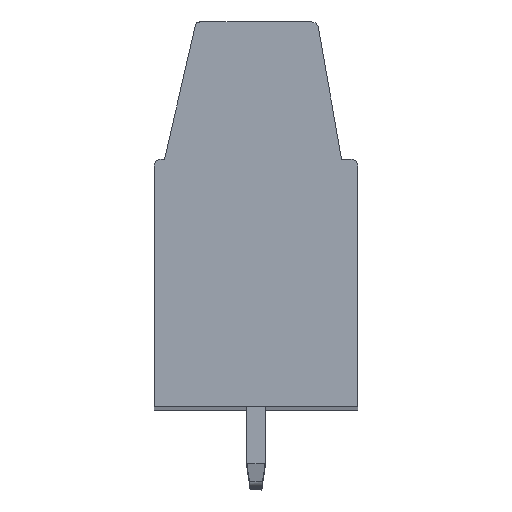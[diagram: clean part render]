
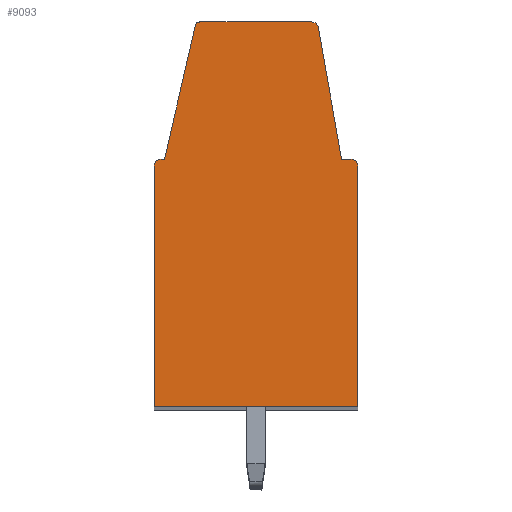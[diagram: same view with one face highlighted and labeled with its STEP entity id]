
A CAD part, top view. The second image highlights one B-rep face of the part: STEP entity #9093.
In plain terms, the highlighted planar face has unit normal (0, 0, 1).
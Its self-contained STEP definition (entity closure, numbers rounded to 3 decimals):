
#24=DIRECTION('',(0.225,0.974,0.));
#25=VECTOR('',#24,5.999);
#26=CARTESIAN_POINT('',(-4.,3.55,87.5));
#27=LINE('',#26,#25);
#28=CARTESIAN_POINT('',(-2.456,9.35,87.5));
#29=DIRECTION('',(0.,0.,-1.));
#30=DIRECTION('',(-0.974,0.225,0.));
#31=AXIS2_PLACEMENT_3D('',#28,#29,#30);
#33=DIRECTION('',(1.,0.,0.));
#34=VECTOR('',#33,4.886);
#35=CARTESIAN_POINT('',(-2.456,9.55,87.5));
#36=LINE('',#35,#34);
#37=CARTESIAN_POINT('',(2.43,9.25,87.5));
#38=DIRECTION('',(0.,0.,-1.));
#39=DIRECTION('',(0.,1.,0.));
#40=AXIS2_PLACEMENT_3D('',#37,#38,#39);
#42=DIRECTION('',(0.174,-0.985,0.));
#43=VECTOR('',#42,5.841);
#44=CARTESIAN_POINT('',(2.726,9.302,87.5));
#45=LINE('',#44,#43);
#46=DIRECTION('',(1.,0.,0.));
#47=VECTOR('',#46,0.41);
#48=CARTESIAN_POINT('',(3.74,3.55,87.5));
#49=LINE('',#48,#47);
#50=CARTESIAN_POINT('',(4.15,3.25,87.5));
#51=DIRECTION('',(0.,0.,-1.));
#52=DIRECTION('',(0.,1.,0.));
#53=AXIS2_PLACEMENT_3D('',#50,#51,#52);
#55=DIRECTION('',(0.,-1.,0.));
#56=VECTOR('',#55,10.5);
#57=CARTESIAN_POINT('',(4.45,3.25,87.5));
#58=LINE('',#57,#56);
#59=DIRECTION('',(-1.,0.,0.));
#60=VECTOR('',#59,8.9);
#61=CARTESIAN_POINT('',(4.45,-7.25,87.5));
#62=LINE('',#61,#60);
#63=DIRECTION('',(0.,1.,0.));
#64=VECTOR('',#63,10.5);
#65=CARTESIAN_POINT('',(-4.45,-7.25,87.5));
#66=LINE('',#65,#64);
#67=CARTESIAN_POINT('',(-4.15,3.25,87.5));
#68=DIRECTION('',(0.,0.,-1.));
#69=DIRECTION('',(-1.,0.,0.));
#70=AXIS2_PLACEMENT_3D('',#67,#68,#69);
#72=DIRECTION('',(1.,0.,0.));
#73=VECTOR('',#72,0.15);
#74=CARTESIAN_POINT('',(-4.15,3.55,87.5));
#75=LINE('',#74,#73);
#7268=CARTESIAN_POINT('',(-4.,3.55,87.5));
#7269=CARTESIAN_POINT('',(-2.651,9.395,87.5));
#7270=VERTEX_POINT('',#7268);
#7271=VERTEX_POINT('',#7269);
#7272=CARTESIAN_POINT('',(-4.15,3.55,87.5));
#7273=VERTEX_POINT('',#7272);
#7274=CARTESIAN_POINT('',(-4.45,3.25,87.5));
#7275=VERTEX_POINT('',#7274);
#7276=CARTESIAN_POINT('',(-4.45,-7.25,87.5));
#7277=VERTEX_POINT('',#7276);
#7278=CARTESIAN_POINT('',(4.45,-7.25,87.5));
#7279=VERTEX_POINT('',#7278);
#7280=CARTESIAN_POINT('',(4.45,3.25,87.5));
#7281=VERTEX_POINT('',#7280);
#7282=CARTESIAN_POINT('',(4.15,3.55,87.5));
#7283=VERTEX_POINT('',#7282);
#7284=CARTESIAN_POINT('',(3.74,3.55,87.5));
#7285=VERTEX_POINT('',#7284);
#7286=CARTESIAN_POINT('',(2.726,9.302,87.5));
#7287=VERTEX_POINT('',#7286);
#7288=CARTESIAN_POINT('',(2.43,9.55,87.5));
#7289=VERTEX_POINT('',#7288);
#7290=CARTESIAN_POINT('',(-2.456,9.55,87.5));
#7291=VERTEX_POINT('',#7290);
#9062=CARTESIAN_POINT('',(0.,0.,87.5));
#9063=DIRECTION('',(0.,0.,1.));
#9064=DIRECTION('',(1.,0.,0.));
#9065=AXIS2_PLACEMENT_3D('',#9062,#9063,#9064);
#9066=PLANE('',#9065);
#9068=ORIENTED_EDGE('',*,*,#9067,.T.);
#9070=ORIENTED_EDGE('',*,*,#9069,.T.);
#9072=ORIENTED_EDGE('',*,*,#9071,.T.);
#9074=ORIENTED_EDGE('',*,*,#9073,.T.);
#9076=ORIENTED_EDGE('',*,*,#9075,.T.);
#9078=ORIENTED_EDGE('',*,*,#9077,.T.);
#9080=ORIENTED_EDGE('',*,*,#9079,.T.);
#9082=ORIENTED_EDGE('',*,*,#9081,.T.);
#9084=ORIENTED_EDGE('',*,*,#9083,.T.);
#9086=ORIENTED_EDGE('',*,*,#9085,.T.);
#9088=ORIENTED_EDGE('',*,*,#9087,.T.);
#9090=ORIENTED_EDGE('',*,*,#9089,.T.);
#9091=EDGE_LOOP('',(#9068,#9070,#9072,#9074,#9076,#9078,#9080,#9082,#9084,#9086,
#9088,#9090));
#9092=FACE_OUTER_BOUND('',#9091,.F.);
#32=CIRCLE('',#31,0.2);
#41=CIRCLE('',#40,0.3);
#54=CIRCLE('',#53,0.3);
#71=CIRCLE('',#70,0.3);
#9067=EDGE_CURVE('',#7270,#7271,#27,.T.);
#9069=EDGE_CURVE('',#7271,#7291,#32,.T.);
#9071=EDGE_CURVE('',#7291,#7289,#36,.T.);
#9073=EDGE_CURVE('',#7289,#7287,#41,.T.);
#9075=EDGE_CURVE('',#7287,#7285,#45,.T.);
#9077=EDGE_CURVE('',#7285,#7283,#49,.T.);
#9079=EDGE_CURVE('',#7283,#7281,#54,.T.);
#9081=EDGE_CURVE('',#7281,#7279,#58,.T.);
#9083=EDGE_CURVE('',#7279,#7277,#62,.T.);
#9085=EDGE_CURVE('',#7277,#7275,#66,.T.);
#9087=EDGE_CURVE('',#7275,#7273,#71,.T.);
#9089=EDGE_CURVE('',#7273,#7270,#75,.T.);
#9093=ADVANCED_FACE('',(#9092),#9066,.T.);
